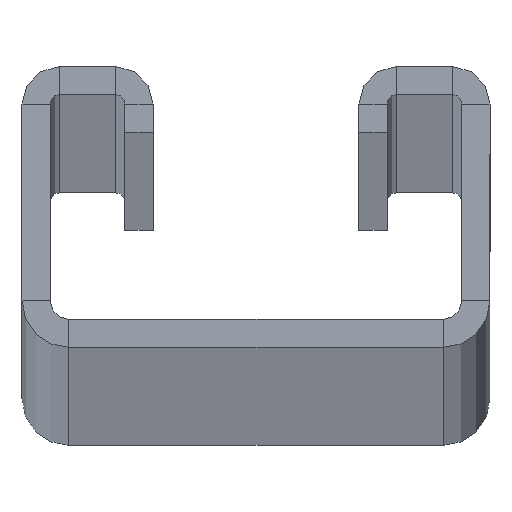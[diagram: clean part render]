
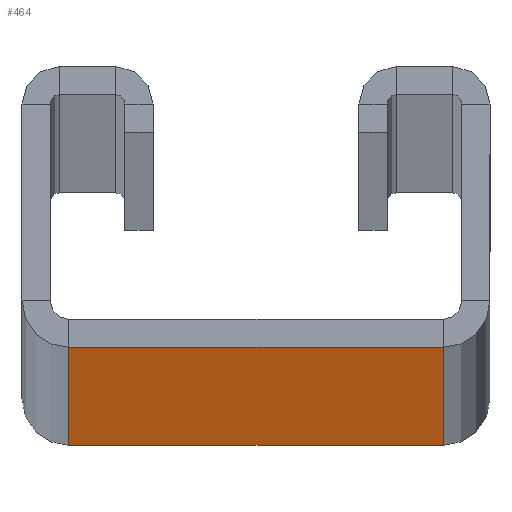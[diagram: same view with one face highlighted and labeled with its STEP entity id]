
A CAD part, top view. The second image highlights one B-rep face of the part: STEP entity #464.
In plain terms, the highlighted planar face has unit normal (0, -1, 0).
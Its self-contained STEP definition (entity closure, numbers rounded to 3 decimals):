
#7 = EDGE_CURVE ( 'NONE', #950, #1084, #454, .T. ) ;
#65 = EDGE_CURVE ( 'NONE', #303, #719, #248, .T. ) ;
#83 = DIRECTION ( 'NONE',  ( -1., 0., 0. ) ) ;
#101 = ORIENTED_EDGE ( 'NONE', *, *, #1227, .F. ) ;
#140 = DIRECTION ( 'NONE',  ( 0., -1., 0. ) ) ;
#242 = VECTOR ( 'NONE', #959, 1000. ) ;
#248 = LINE ( 'NONE', #437, #242 ) ;
#259 = VECTOR ( 'NONE', #600, 1000. ) ;
#303 = VERTEX_POINT ( 'NONE', #564 ) ;
#437 = CARTESIAN_POINT ( 'NONE',  ( -20., -30., 6000. ) ) ;
#454 = LINE ( 'NONE', #636, #259 ) ;
#464 = ADVANCED_FACE ( 'NONE', ( #1215 ), #835, .T. ) ;
#480 = VECTOR ( 'NONE', #83, 1000. ) ;
#503 = CARTESIAN_POINT ( 'NONE',  ( -20., -30., 0. ) ) ;
#564 = CARTESIAN_POINT ( 'NONE',  ( -20., -30., 6000. ) ) ;
#600 = DIRECTION ( 'NONE',  ( 0., 0., -1. ) ) ;
#609 = DIRECTION ( 'NONE',  ( 1., 0., 0. ) ) ;
#623 = CARTESIAN_POINT ( 'NONE',  ( 20., -30., 0. ) ) ;
#636 = CARTESIAN_POINT ( 'NONE',  ( 20., -30., 6000. ) ) ;
#643 = CARTESIAN_POINT ( 'NONE',  ( -25., -30., 0. ) ) ;
#697 = AXIS2_PLACEMENT_3D ( 'NONE', #1210, #140, #609 ) ;
#719 = VERTEX_POINT ( 'NONE', #503 ) ;
#732 = DIRECTION ( 'NONE',  ( -1., 0., 0. ) ) ;
#733 = ORIENTED_EDGE ( 'NONE', *, *, #65, .T. ) ;
#835 = PLANE ( 'NONE',  #697 ) ;
#950 = VERTEX_POINT ( 'NONE', #1025 ) ;
#959 = DIRECTION ( 'NONE',  ( 0., 0., -1. ) ) ;
#1025 = CARTESIAN_POINT ( 'NONE',  ( 20., -30., 6000. ) ) ;
#1049 = LINE ( 'NONE', #1144, #1278 ) ;
#1084 = VERTEX_POINT ( 'NONE', #623 ) ;
#1087 = LINE ( 'NONE', #643, #480 ) ;
#1144 = CARTESIAN_POINT ( 'NONE',  ( -25., -30., 6000. ) ) ;
#1156 = EDGE_CURVE ( 'NONE', #950, #303, #1049, .T. ) ;
#1210 = CARTESIAN_POINT ( 'NONE',  ( -25., -30., 6000. ) ) ;
#1215 = FACE_OUTER_BOUND ( 'NONE', #1307, .T. ) ;
#1227 = EDGE_CURVE ( 'NONE', #1084, #719, #1087, .T. ) ;
#1278 = VECTOR ( 'NONE', #732, 1000. ) ;
#1293 = ORIENTED_EDGE ( 'NONE', *, *, #7, .F. ) ;
#1307 = EDGE_LOOP ( 'NONE', ( #101, #1293, #1310, #733 ) ) ;
#1310 = ORIENTED_EDGE ( 'NONE', *, *, #1156, .T. ) ;
